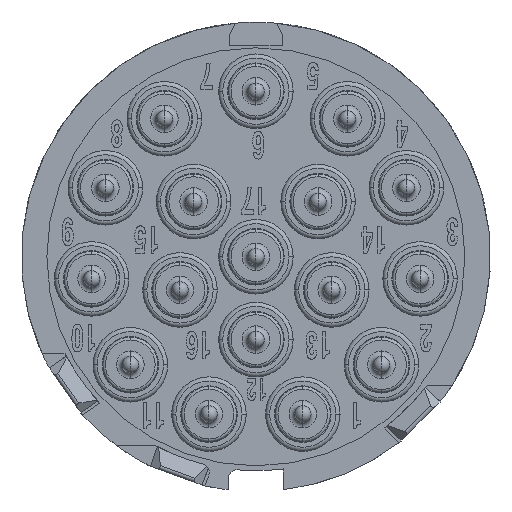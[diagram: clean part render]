
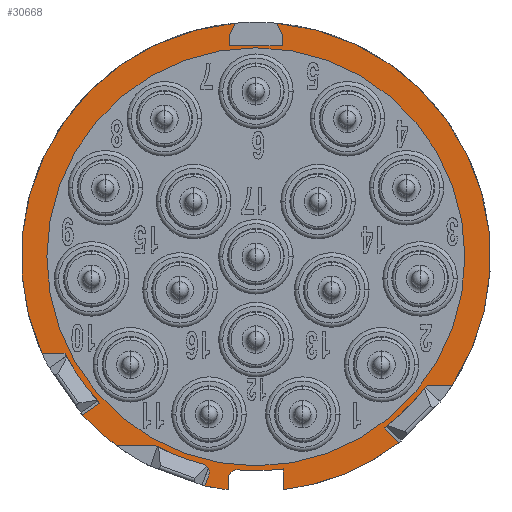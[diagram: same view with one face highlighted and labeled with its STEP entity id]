
A CAD part, front view. The second image highlights one B-rep face of the part: STEP entity #30668.
In plain terms, the highlighted planar face has unit normal (0, -1, 0).
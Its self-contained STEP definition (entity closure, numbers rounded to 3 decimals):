
#4960=DIRECTION('',(0.,0.,1.));
#4961=VECTOR('',#4960,0.421);
#4962=CARTESIAN_POINT('',(-1.,-6.9,-8.441));
#4963=LINE('',#4962,#4961);
#4964=DIRECTION('',(0.342,0.,0.94));
#4965=VECTOR('',#4964,0.418);
#4966=CARTESIAN_POINT('',(-1.849,-6.9,-8.296));
#4967=LINE('',#4966,#4965);
#4968=CARTESIAN_POINT('',(0.,-6.9,0.));
#4969=DIRECTION('',(0.,-1.,0.));
#4970=DIRECTION('',(-0.472,0.,-0.882));
#4971=AXIS2_PLACEMENT_3D('',#4968,#4969,#4970);
#4973=DIRECTION('',(-1.,0.,0.));
#4974=VECTOR('',#4973,1.399);
#4975=CARTESIAN_POINT('',(-3.657,-6.9,-6.833));
#4976=LINE('',#4975,#4974);
#4977=DIRECTION('',(0.819,0.,0.574));
#4978=VECTOR('',#4977,0.757);
#4979=CARTESIAN_POINT('',(-6.273,-6.9,-5.735));
#4980=LINE('',#4979,#4978);
#4981=CARTESIAN_POINT('',(0.,-6.9,0.));
#4982=DIRECTION('',(0.,-1.,0.));
#4983=DIRECTION('',(-0.892,0.,-0.452));
#4984=AXIS2_PLACEMENT_3D('',#4981,#4982,#4983);
#4986=DIRECTION('',(-1.,0.,0.));
#4987=VECTOR('',#4986,0.831);
#4988=CARTESIAN_POINT('',(-6.915,-6.9,-3.499));
#4989=LINE('',#4988,#4987);
#4990=DIRECTION('',(-0.433,0.,-0.902));
#4991=VECTOR('',#4990,0.462);
#4992=CARTESIAN_POINT('',(-0.75,-6.9,8.467));
#4993=LINE('',#4992,#4991);
#4994=DIRECTION('',(0.,0.,-1.));
#4995=VECTOR('',#4994,0.4);
#4996=CARTESIAN_POINT('',(-0.95,-6.9,8.05));
#4997=LINE('',#4996,#4995);
#4998=DIRECTION('',(1.,0.,0.));
#4999=VECTOR('',#4998,1.9);
#5000=CARTESIAN_POINT('',(-0.95,-6.9,7.65));
#5001=LINE('',#5000,#4999);
#5002=DIRECTION('',(0.,0.,1.));
#5003=VECTOR('',#5002,0.4);
#5004=CARTESIAN_POINT('',(0.95,-6.9,7.65));
#5005=LINE('',#5004,#5003);
#5006=DIRECTION('',(-0.433,0.,0.902));
#5007=VECTOR('',#5006,0.462);
#5008=CARTESIAN_POINT('',(0.95,-6.9,8.05));
#5009=LINE('',#5008,#5007);
#5010=DIRECTION('',(-1.,0.,0.));
#5011=VECTOR('',#5010,0.915);
#5012=CARTESIAN_POINT('',(7.117,-6.9,-4.647));
#5013=LINE('',#5012,#5011);
#5014=CARTESIAN_POINT('',(0.,-6.9,0.));
#5015=DIRECTION('',(0.,-1.,0.));
#5016=DIRECTION('',(0.6,0.,-0.8));
#5017=AXIS2_PLACEMENT_3D('',#5014,#5015,#5016);
#5019=DIRECTION('',(0.707,0.,-0.707));
#5020=VECTOR('',#5019,0.757);
#5021=CARTESIAN_POINT('',(4.647,-6.9,-6.202));
#5022=LINE('',#5021,#5020);
#5023=DIRECTION('',(0.,0.,-1.));
#5024=VECTOR('',#5023,0.756);
#5025=CARTESIAN_POINT('',(1.,-6.9,-7.685));
#5026=LINE('',#5025,#5024);
#5027=CARTESIAN_POINT('',(0.,-6.9,0.));
#5028=DIRECTION('',(0.,1.,0.));
#5029=DIRECTION('',(0.129,0.,-0.992));
#5030=AXIS2_PLACEMENT_3D('',#5027,#5028,#5029);
#5032=CARTESIAN_POINT('',(0.,-6.9,0.));
#5033=DIRECTION('',(0.,-1.,0.));
#5034=DIRECTION('',(1.,0.,0.));
#5035=AXIS2_PLACEMENT_3D('',#5032,#5033,#5034);
#5037=CARTESIAN_POINT('',(0.,-6.9,0.));
#5038=DIRECTION('',(0.,-1.,0.));
#5039=DIRECTION('',(-1.,0.,0.));
#5040=AXIS2_PLACEMENT_3D('',#5037,#5038,#5039);
#5055=CARTESIAN_POINT('',(-0.7,-6.9,-8.02));
#5056=DIRECTION('',(0.,-1.,0.));
#5057=DIRECTION('',(0.087,0.,0.996));
#5058=AXIS2_PLACEMENT_3D('',#5055,#5056,#5057);
#5065=CARTESIAN_POINT('',(-1.988,-6.9,-7.801));
#5066=DIRECTION('',(0.,-1.,0.));
#5067=DIRECTION('',(0.94,0.,-0.342));
#5068=AXIS2_PLACEMENT_3D('',#5065,#5066,#5067);
#5092=CARTESIAN_POINT('',(0.,-6.9,0.));
#5093=DIRECTION('',(0.,1.,0.));
#5094=DIRECTION('',(-0.118,0.,-0.993));
#5095=AXIS2_PLACEMENT_3D('',#5092,#5093,#5094);
#5127=CARTESIAN_POINT('',(0.,-6.9,0.));
#5128=DIRECTION('',(0.,1.,0.));
#5129=DIRECTION('',(-0.595,0.,-0.804));
#5130=AXIS2_PLACEMENT_3D('',#5127,#5128,#5129);
#5217=CARTESIAN_POINT('',(0.,-6.9,0.));
#5218=DIRECTION('',(0.,1.,0.));
#5219=DIRECTION('',(0.088,0.,0.996));
#5220=AXIS2_PLACEMENT_3D('',#5217,#5218,#5219);
#5277=CARTESIAN_POINT('',(0.,-6.9,0.));
#5278=DIRECTION('',(0.,1.,0.));
#5279=DIRECTION('',(-0.911,0.,-0.412));
#5280=AXIS2_PLACEMENT_3D('',#5277,#5278,#5279);
#5311=CARTESIAN_POINT('',(0.,-6.9,0.));
#5312=DIRECTION('',(0.,1.,0.));
#5313=DIRECTION('',(0.61,0.,-0.793));
#5314=AXIS2_PLACEMENT_3D('',#5311,#5312,#5313);
#23745=CARTESIAN_POINT('',(7.575,-6.9,0.));
#23746=CARTESIAN_POINT('',(-7.575,-6.9,0.));
#23747=VERTEX_POINT('',#23745);
#23748=VERTEX_POINT('',#23746);
#23753=CARTESIAN_POINT('',(1.,-6.9,-7.685));
#23754=CARTESIAN_POINT('',(1.,-6.9,-8.441));
#23755=VERTEX_POINT('',#23753);
#23756=VERTEX_POINT('',#23754);
#23825=CARTESIAN_POINT('',(-6.273,-6.9,-5.735));
#23826=CARTESIAN_POINT('',(-5.653,-6.9,-5.301));
#23827=VERTEX_POINT('',#23825);
#23828=VERTEX_POINT('',#23826);
#23829=CARTESIAN_POINT('',(4.647,-6.9,-6.202));
#23830=CARTESIAN_POINT('',(5.182,-6.9,-6.738));
#23831=VERTEX_POINT('',#23829);
#23832=VERTEX_POINT('',#23830);
#23833=CARTESIAN_POINT('',(-1.,-6.9,-8.441));
#23834=CARTESIAN_POINT('',(-1.849,-6.9,-8.296));
#23835=VERTEX_POINT('',#23833);
#23836=VERTEX_POINT('',#23834);
#23837=CARTESIAN_POINT('',(-5.056,-6.9,-6.833));
#23838=VERTEX_POINT('',#23837);
#23839=CARTESIAN_POINT('',(-6.915,-6.9,-3.499));
#23840=VERTEX_POINT('',#23839);
#23841=CARTESIAN_POINT('',(6.202,-6.9,-4.647));
#23842=VERTEX_POINT('',#23841);
#23843=CARTESIAN_POINT('',(-3.657,-6.9,-6.833));
#23844=VERTEX_POINT('',#23843);
#23845=CARTESIAN_POINT('',(-7.746,-6.9,-3.499));
#23846=VERTEX_POINT('',#23845);
#23847=CARTESIAN_POINT('',(7.117,-6.9,-4.647));
#23848=VERTEX_POINT('',#23847);
#24101=CARTESIAN_POINT('',(0.95,-6.9,7.65));
#24102=CARTESIAN_POINT('',(0.95,-6.9,8.05));
#24103=VERTEX_POINT('',#24101);
#24104=VERTEX_POINT('',#24102);
#24105=CARTESIAN_POINT('',(-0.95,-6.9,8.05));
#24106=CARTESIAN_POINT('',(-0.95,-6.9,7.65));
#24107=VERTEX_POINT('',#24105);
#24108=VERTEX_POINT('',#24106);
#24109=CARTESIAN_POINT('',(0.75,-6.9,8.467));
#24110=VERTEX_POINT('',#24109);
#24111=CARTESIAN_POINT('',(-0.75,-6.9,8.467));
#24112=VERTEX_POINT('',#24111);
#24542=CARTESIAN_POINT('',(-1.914,-6.9,-7.51));
#24544=VERTEX_POINT('',#24542);
#24546=CARTESIAN_POINT('',(-1.706,-6.9,-7.903));
#24548=VERTEX_POINT('',#24546);
#24549=CARTESIAN_POINT('',(-0.674,-6.9,-7.721));
#24551=VERTEX_POINT('',#24549);
#24553=CARTESIAN_POINT('',(-1.,-6.9,-8.02));
#24555=VERTEX_POINT('',#24553);
#30613=CARTESIAN_POINT('',(0.,-6.9,0.));
#30614=DIRECTION('',(0.,1.,0.));
#30615=DIRECTION('',(1.,0.,0.));
#30616=AXIS2_PLACEMENT_3D('',#30613,#30614,#30615);
#30617=PLANE('',#30616);
#30619=ORIENTED_EDGE('',*,*,#30618,.F.);
#30621=ORIENTED_EDGE('',*,*,#30620,.T.);
#30623=ORIENTED_EDGE('',*,*,#30622,.T.);
#30625=ORIENTED_EDGE('',*,*,#30624,.T.);
#30626=ORIENTED_EDGE('',*,*,#27087,.F.);
#30628=ORIENTED_EDGE('',*,*,#30627,.T.);
#30630=ORIENTED_EDGE('',*,*,#30629,.T.);
#30632=ORIENTED_EDGE('',*,*,#30631,.T.);
#30633=ORIENTED_EDGE('',*,*,#27079,.F.);
#30635=ORIENTED_EDGE('',*,*,#30634,.T.);
#30637=ORIENTED_EDGE('',*,*,#30636,.T.);
#30639=ORIENTED_EDGE('',*,*,#30638,.T.);
#30641=ORIENTED_EDGE('',*,*,#30640,.T.);
#30643=ORIENTED_EDGE('',*,*,#30642,.T.);
#30645=ORIENTED_EDGE('',*,*,#30644,.T.);
#30647=ORIENTED_EDGE('',*,*,#30646,.T.);
#30649=ORIENTED_EDGE('',*,*,#30648,.T.);
#30651=ORIENTED_EDGE('',*,*,#30650,.T.);
#30652=ORIENTED_EDGE('',*,*,#27103,.F.);
#30654=ORIENTED_EDGE('',*,*,#30653,.T.);
#30656=ORIENTED_EDGE('',*,*,#30655,.T.);
#30658=ORIENTED_EDGE('',*,*,#30657,.F.);
#30659=ORIENTED_EDGE('',*,*,#27095,.T.);
#30661=ORIENTED_EDGE('',*,*,#30660,.T.);
#30662=EDGE_LOOP('',(#30619,#30621,#30623,#30625,#30626,#30628,#30630,#30632,
#30633,#30635,#30637,#30639,#30641,#30643,#30645,#30647,#30649,#30651,#30652,
#30654,#30656,#30658,#30659,#30661));
#30663=FACE_OUTER_BOUND('',#30662,.F.);
#30664=ORIENTED_EDGE('',*,*,#30593,.T.);
#30665=ORIENTED_EDGE('',*,*,#30607,.T.);
#30666=EDGE_LOOP('',(#30664,#30665));
#30667=FACE_BOUND('',#30666,.F.);
#4972=CIRCLE('',#4971,7.75);
#4985=CIRCLE('',#4984,7.75);
#5018=CIRCLE('',#5017,7.75);
#5031=CIRCLE('',#5030,7.75);
#5036=CIRCLE('',#5035,7.575);
#5041=CIRCLE('',#5040,7.575);
#5059=CIRCLE('',#5058,0.3);
#5069=CIRCLE('',#5068,0.3);
#5096=CIRCLE('',#5095,8.5);
#5131=CIRCLE('',#5130,8.5);
#5221=CIRCLE('',#5220,8.5);
#5281=CIRCLE('',#5280,8.5);
#5315=CIRCLE('',#5314,8.5);
#27079=EDGE_CURVE('',#23840,#23828,#4985,.T.);
#27087=EDGE_CURVE('',#23844,#24544,#4972,.T.);
#27095=EDGE_CURVE('',#23755,#24551,#5031,.T.);
#27103=EDGE_CURVE('',#23831,#23842,#5018,.T.);
#30593=EDGE_CURVE('',#23747,#23748,#5036,.T.);
#30607=EDGE_CURVE('',#23748,#23747,#5041,.T.);
#30618=EDGE_CURVE('',#23835,#24555,#4963,.T.);
#30620=EDGE_CURVE('',#23835,#23836,#5096,.T.);
#30622=EDGE_CURVE('',#23836,#24548,#4967,.T.);
#30624=EDGE_CURVE('',#24548,#24544,#5069,.T.);
#30627=EDGE_CURVE('',#23844,#23838,#4976,.T.);
#30629=EDGE_CURVE('',#23838,#23827,#5131,.T.);
#30631=EDGE_CURVE('',#23827,#23828,#4980,.T.);
#30634=EDGE_CURVE('',#23840,#23846,#4989,.T.);
#30636=EDGE_CURVE('',#23846,#24112,#5281,.T.);
#30638=EDGE_CURVE('',#24112,#24107,#4993,.T.);
#30640=EDGE_CURVE('',#24107,#24108,#4997,.T.);
#30642=EDGE_CURVE('',#24108,#24103,#5001,.T.);
#30644=EDGE_CURVE('',#24103,#24104,#5005,.T.);
#30646=EDGE_CURVE('',#24104,#24110,#5009,.T.);
#30648=EDGE_CURVE('',#24110,#23848,#5221,.T.);
#30650=EDGE_CURVE('',#23848,#23842,#5013,.T.);
#30653=EDGE_CURVE('',#23831,#23832,#5022,.T.);
#30655=EDGE_CURVE('',#23832,#23756,#5315,.T.);
#30657=EDGE_CURVE('',#23755,#23756,#5026,.T.);
#30660=EDGE_CURVE('',#24551,#24555,#5059,.T.);
#30668=ADVANCED_FACE('',(#30663,#30667),#30617,.F.);
